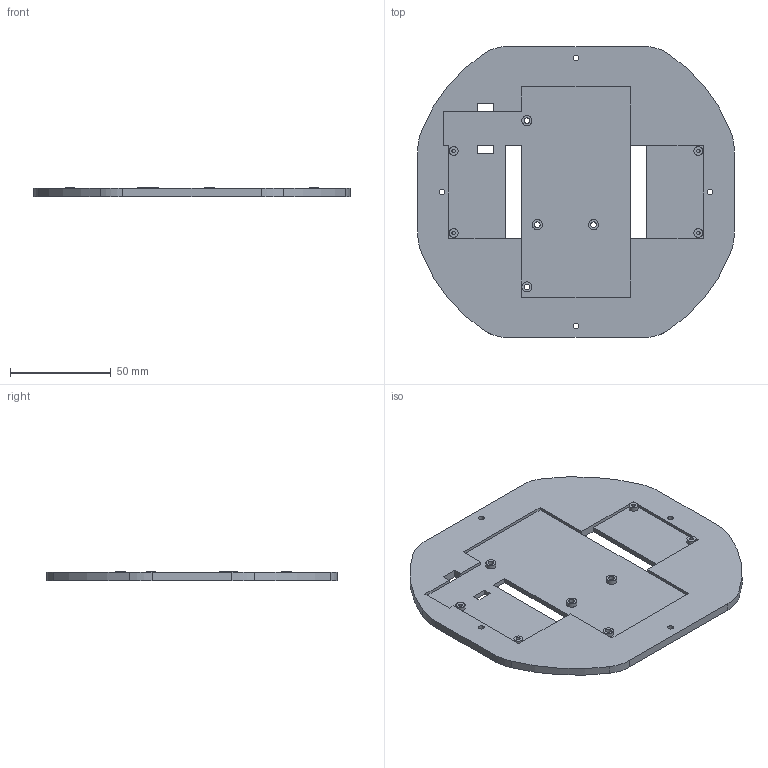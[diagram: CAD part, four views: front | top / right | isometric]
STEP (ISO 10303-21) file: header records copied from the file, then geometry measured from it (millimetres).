
FILE_DESCRIPTION(/* description */ (''),/* implementation_level */ '2;1');
FILE_NAME(/* name */ 'chasisupper.stp',/* time_stamp */ '2024-09-30T13:14:54+03:00',/* author */ (''),/* organization */ (''),/* preprocessor_version */ 'ST-DEVELOPER v19.4',/* originating_system */ 'SIEMENS PLM Software NX2306.3001',/* authorisation */ '');
FILE_SCHEMA (('AUTOMOTIVE_DESIGN { 1 0 10303 214 3 1 1 1 }'));
Length unit declared in the file: millimetre
Products named in the file (1): chasisupper
Bounding box: 157.24 x 144.31 x 4.5 mm (x, y, z)
Volume: 63496.1 mm3; surface area: 42260.7 mm2
Topology: 1 solids, 1 shells, 80 faces, 199 edges, 131 vertices
Faces by surface type: plane 48, cylinder 32
Full cylindrical faces by diameter (mm): 1.75 x4, 2.8 x8, 4.5 x4, 5 x4
Entity records: 2358 total; most frequent: DIRECTION 405, CARTESIAN_POINT 391, ORIENTED_EDGE 358, EDGE_CURVE 179, AXIS2_PLACEMENT_3D 145, EDGE_LOOP 134, VERTEX_POINT 131, LINE 115
